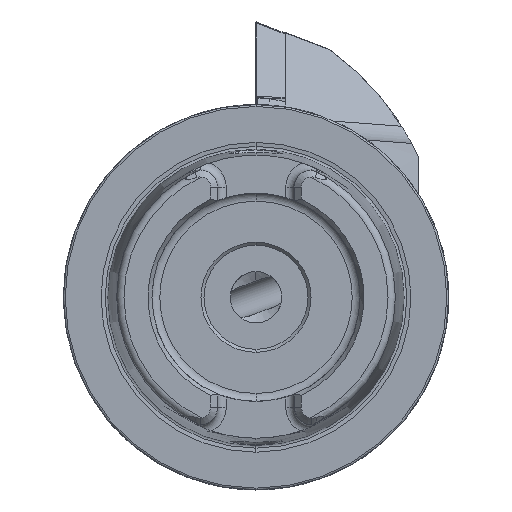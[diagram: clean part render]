
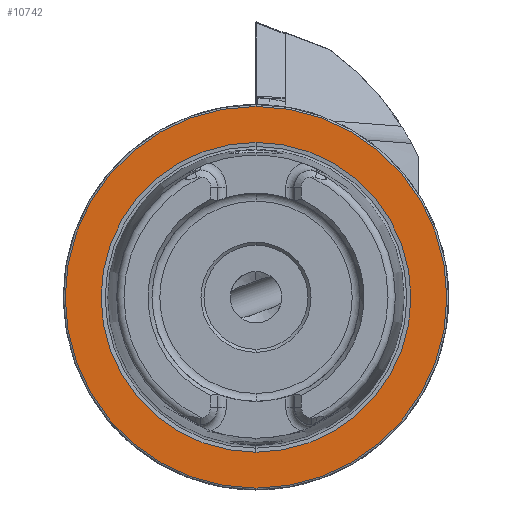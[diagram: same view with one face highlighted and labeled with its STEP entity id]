
A CAD part, left-side view. The second image highlights one B-rep face of the part: STEP entity #10742.
In plain terms, the highlighted planar face has unit normal (-1, 0, 0).
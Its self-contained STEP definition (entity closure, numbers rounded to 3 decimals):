
#474 = PLANE ( 'NONE',  #9695 ) ;
#581 = DIRECTION ( 'NONE',  ( 0., 0., -1. ) ) ;
#685 = ORIENTED_EDGE ( 'NONE', *, *, #2810, .F. ) ;
#1310 = EDGE_LOOP ( 'NONE', ( #10633, #14509 ) ) ;
#2108 = DIRECTION ( 'NONE',  ( -1., 0., 0. ) ) ;
#2669 = AXIS2_PLACEMENT_3D ( 'NONE', #12821, #14156, #4756 ) ;
#2810 = EDGE_CURVE ( 'NONE', #6499, #10686, #16075, .T. ) ;
#2919 = VERTEX_POINT ( 'NONE', #6480 ) ;
#3400 = DIRECTION ( 'NONE',  ( 0., 0., 1. ) ) ;
#4756 = DIRECTION ( 'NONE',  ( 0., 0., 1. ) ) ;
#5475 = DIRECTION ( 'NONE',  ( 0., 0., 1. ) ) ;
#6379 = AXIS2_PLACEMENT_3D ( 'NONE', #6740, #16096, #5475 ) ;
#6480 = CARTESIAN_POINT ( 'NONE',  ( 0., 0., -31.2 ) ) ;
#6499 = VERTEX_POINT ( 'NONE', #14384 ) ;
#6740 = CARTESIAN_POINT ( 'NONE',  ( 0., 0., 0. ) ) ;
#6977 = EDGE_CURVE ( 'NONE', #10686, #6499, #7469, .T. ) ;
#7469 = CIRCLE ( 'NONE', #7920, 25.324 ) ;
#7920 = AXIS2_PLACEMENT_3D ( 'NONE', #10746, #10795, #8084 ) ;
#8049 = CIRCLE ( 'NONE', #2669, 31.2 ) ;
#8084 = DIRECTION ( 'NONE',  ( 0., 0., 1. ) ) ;
#8881 = AXIS2_PLACEMENT_3D ( 'NONE', #11216, #2108, #3400 ) ;
#9371 = EDGE_CURVE ( 'NONE', #10860, #2919, #8049, .T. ) ;
#9695 = AXIS2_PLACEMENT_3D ( 'NONE', #16483, #12426, #581 ) ;
#10633 = ORIENTED_EDGE ( 'NONE', *, *, #9371, .T. ) ;
#10686 = VERTEX_POINT ( 'NONE', #13502 ) ;
#10742 = ADVANCED_FACE ( 'NONE', ( #12423, #16583 ), #474, .F. ) ;
#10746 = CARTESIAN_POINT ( 'NONE',  ( 0., 0., 0. ) ) ;
#10795 = DIRECTION ( 'NONE',  ( -1., 0., 0. ) ) ;
#10860 = VERTEX_POINT ( 'NONE', #11377 ) ;
#11216 = CARTESIAN_POINT ( 'NONE',  ( 0., 0., 0. ) ) ;
#11377 = CARTESIAN_POINT ( 'NONE',  ( 0., 0., 31.2 ) ) ;
#12423 = FACE_BOUND ( 'NONE', #13391, .T. ) ;
#12426 = DIRECTION ( 'NONE',  ( 1., 0., 0. ) ) ;
#12821 = CARTESIAN_POINT ( 'NONE',  ( 0., 0., 0. ) ) ;
#13357 = ORIENTED_EDGE ( 'NONE', *, *, #6977, .F. ) ;
#13391 = EDGE_LOOP ( 'NONE', ( #685, #13357 ) ) ;
#13502 = CARTESIAN_POINT ( 'NONE',  ( 0., 0., -25.324 ) ) ;
#14156 = DIRECTION ( 'NONE',  ( -1., 0., 0. ) ) ;
#14384 = CARTESIAN_POINT ( 'NONE',  ( 0., 0., 25.324 ) ) ;
#14509 = ORIENTED_EDGE ( 'NONE', *, *, #16062, .T. ) ;
#14530 = CIRCLE ( 'NONE', #6379, 31.2 ) ;
#16062 = EDGE_CURVE ( 'NONE', #2919, #10860, #14530, .T. ) ;
#16075 = CIRCLE ( 'NONE', #8881, 25.324 ) ;
#16096 = DIRECTION ( 'NONE',  ( -1., 0., 0. ) ) ;
#16483 = CARTESIAN_POINT ( 'NONE',  ( 0., 31.2, 0. ) ) ;
#16583 = FACE_OUTER_BOUND ( 'NONE', #1310, .T. ) ;
